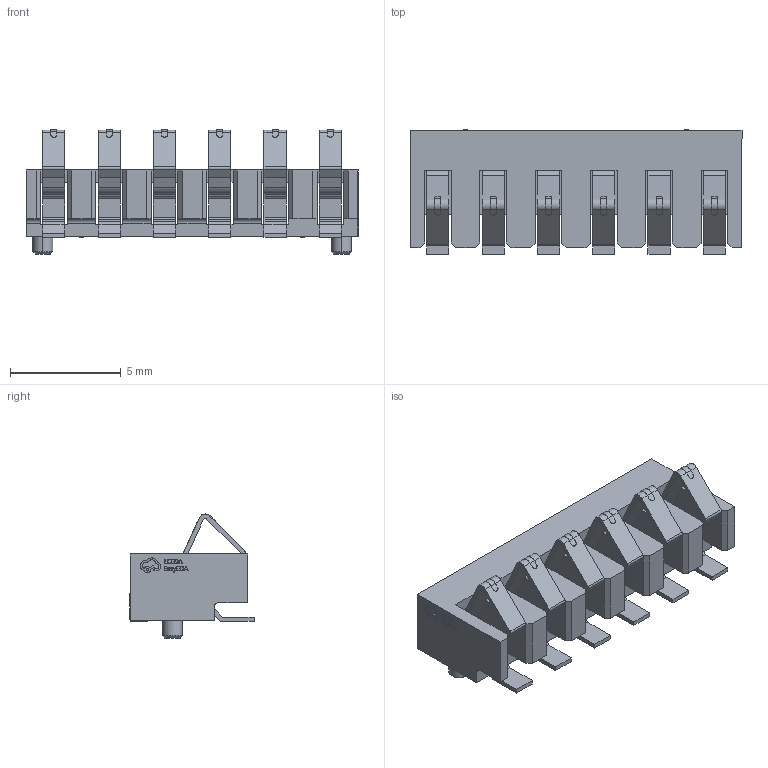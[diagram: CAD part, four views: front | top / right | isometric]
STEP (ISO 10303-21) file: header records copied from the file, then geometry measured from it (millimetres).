
FILE_DESCRIPTION (( 'STEP AP214' ), '1' );
FILE_NAME ('CONN-SMD_GT-BTP25006-0300A-010A.STEP', '2024-07-23T13:15:16', ( '' ), ( '' ), 'SwSTEP 2.0', 'SolidWorks 2020', '' );
FILE_SCHEMA (( 'AUTOMOTIVE_DESIGN' ));
Length unit declared in the file: millimetre
Products named in the file (1): CONN-SMD_GT-BTP25006-0300A-010A
Bounding box: 15.01 x 5.62 x 5.61 mm (x, y, z)
Volume: 154.9 mm3; surface area: 608.1 mm2
Topology: 7 solids, 7 shells, 579 faces, 1598 edges, 1048 vertices
Faces by surface type: plane 366, bspline 110, cylinder 99, cone 4
Entity records: 25727 total; most frequent: CARTESIAN_POINT 5240, ORIENTED_EDGE 3196, DIRECTION 2420, EDGE_CURVE 1598, VECTOR 1124, LINE 1124, VERTEX_POINT 1048, AXIS2_PLACEMENT_3D 648
